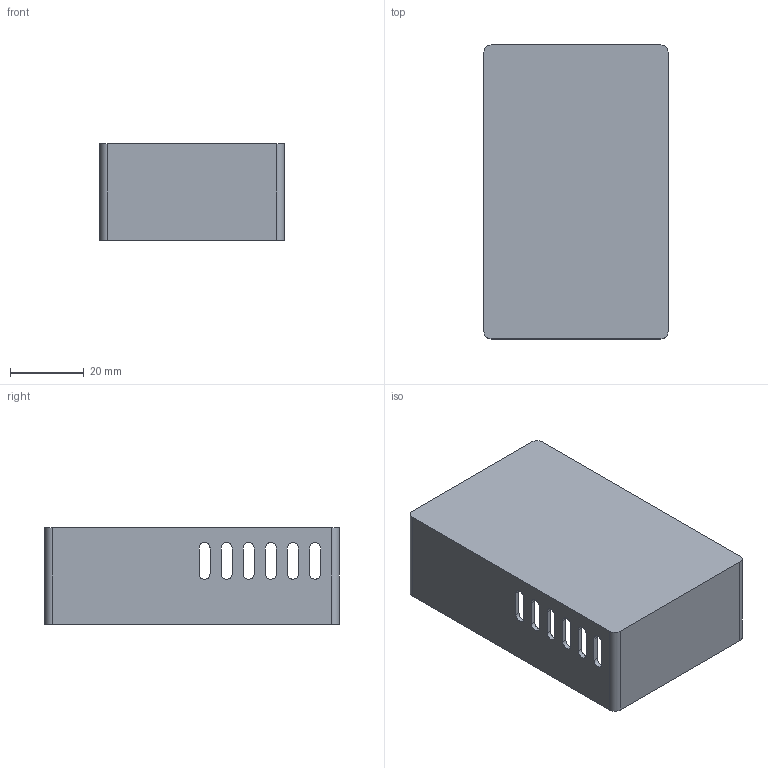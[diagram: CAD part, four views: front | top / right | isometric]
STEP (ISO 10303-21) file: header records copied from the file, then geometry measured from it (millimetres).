
FILE_DESCRIPTION(/* description */ (''),/* implementation_level */ '2;1');
FILE_NAME(/* name */ 'RFID_Reader_Cover.step',/* time_stamp */ '2021-08-23T12:06:44+02:00',/* author */ (''),/* organization */ (''),/* preprocessor_version */ 'ST-DEVELOPER v18.1',/* originating_system */ 'Autodesk Translation Framework v10.9.0.1377',/* authorisation */ '');
FILE_SCHEMA (('AUTOMOTIVE_DESIGN { 1 0 10303 214 3 1 1 }'));
Length unit declared in the file: millimetre
Products named in the file (1): RFID_Reader_Cover
Bounding box: 50 x 79.8 x 26.2 mm (x, y, z)
Volume: 11778.5 mm3; surface area: 19940.9 mm2
Topology: 1 solids, 1 shells, 80 faces, 226 edges, 144 vertices
Faces by surface type: plane 42, cylinder 34, cone 4
Entity records: 2639 total; most frequent: DIRECTION 452, CARTESIAN_POINT 447, ORIENTED_EDGE 444, EDGE_CURVE 222, LINE 154, VECTOR 154, AXIS2_PLACEMENT_3D 149, VERTEX_POINT 144
